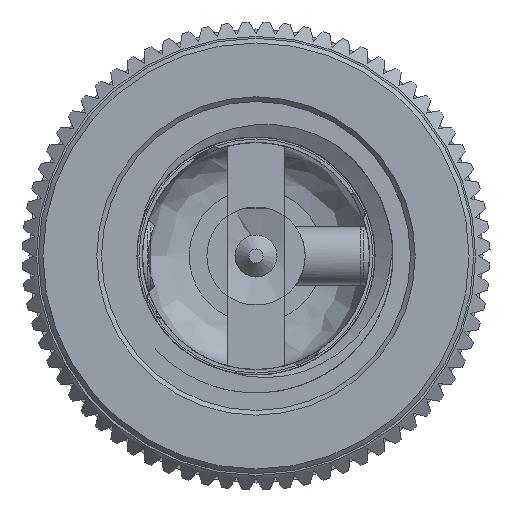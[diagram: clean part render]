
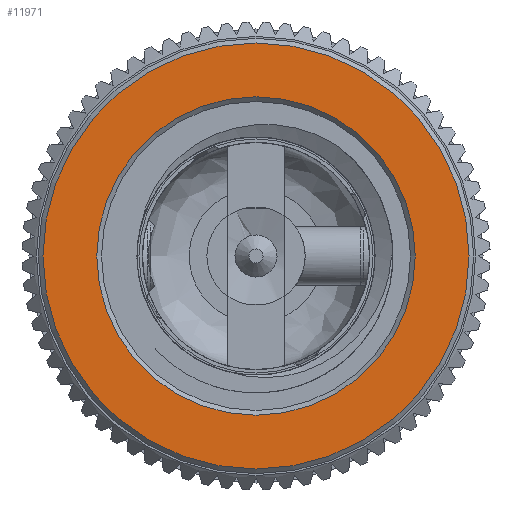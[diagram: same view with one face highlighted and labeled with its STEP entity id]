
A CAD part, front view. The second image highlights one B-rep face of the part: STEP entity #11971.
In plain terms, the highlighted planar face has unit normal (0, -1, 0).
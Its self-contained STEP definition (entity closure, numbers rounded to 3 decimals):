
#804 = DIRECTION ( 'NONE',  ( 0., 0., -1. ) ) ;
#1191 = DIRECTION ( 'NONE',  ( 0., 0., 1. ) ) ;
#1685 = CARTESIAN_POINT ( 'NONE',  ( -2.692, -16.379, 15.709 ) ) ;
#2123 = CIRCLE ( 'NONE', #6954, 3.4 ) ;
#2916 = PLANE ( 'NONE',  #6627 ) ;
#3305 = CARTESIAN_POINT ( 'NONE',  ( -2.692, -16.379, 15.709 ) ) ;
#4497 = DIRECTION ( 'NONE',  ( 0., 1., 0. ) ) ;
#4790 = EDGE_CURVE ( 'NONE', #10595, #10595, #2123, .T. ) ;
#5424 = FACE_BOUND ( 'NONE', #7166, .T. ) ;
#6627 = AXIS2_PLACEMENT_3D ( 'NONE', #10458, #4497, #1191 ) ;
#6631 = FACE_OUTER_BOUND ( 'NONE', #11979, .T. ) ;
#6734 = AXIS2_PLACEMENT_3D ( 'NONE', #1685, #9005, #8048 ) ;
#6954 = AXIS2_PLACEMENT_3D ( 'NONE', #3305, #10617, #804 ) ;
#7166 = EDGE_LOOP ( 'NONE', ( #10871 ) ) ;
#8048 = DIRECTION ( 'NONE',  ( 0., 0., 1. ) ) ;
#9005 = DIRECTION ( 'NONE',  ( 0., 1., 0. ) ) ;
#10458 = CARTESIAN_POINT ( 'NONE',  ( -7.342, -16.379, 15.709 ) ) ;
#10595 = VERTEX_POINT ( 'NONE', #15460 ) ;
#10617 = DIRECTION ( 'NONE',  ( 0., 1., 0. ) ) ;
#10871 = ORIENTED_EDGE ( 'NONE', *, *, #4790, .T. ) ;
#11201 = VERTEX_POINT ( 'NONE', #11285 ) ;
#11285 = CARTESIAN_POINT ( 'NONE',  ( -2.692, -16.379, 20.259 ) ) ;
#11315 = CIRCLE ( 'NONE', #6734, 4.55 ) ;
#11971 = ADVANCED_FACE ( 'NONE', ( #6631, #5424 ), #2916, .F. ) ;
#11979 = EDGE_LOOP ( 'NONE', ( #13229 ) ) ;
#13229 = ORIENTED_EDGE ( 'NONE', *, *, #14696, .F. ) ;
#14696 = EDGE_CURVE ( 'NONE', #11201, #11201, #11315, .T. ) ;
#15460 = CARTESIAN_POINT ( 'NONE',  ( -2.692, -16.379, 12.309 ) ) ;
